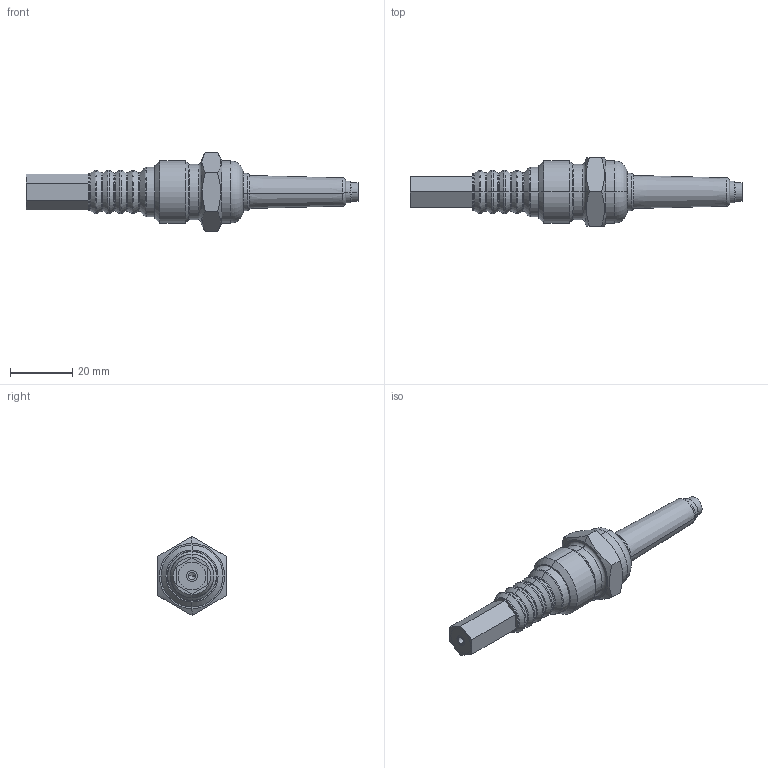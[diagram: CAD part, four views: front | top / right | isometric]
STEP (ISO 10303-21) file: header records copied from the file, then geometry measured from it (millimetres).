
FILE_DESCRIPTION (( 'STEP AP203' ), '1' );
FILE_NAME ('ÄÑ-ÏÂÒ-Ì20õ1,5 ONI.STEP', '2023-10-26T07:42:32', ( '' ), ( '' ), 'SwSTEP 2.0', 'SolidWorks 2022', '' );
FILE_SCHEMA (( 'CONFIG_CONTROL_DESIGN' ));
Length unit declared in the file: millimetre
Products named in the file (1): ДС-ПВТ-М20х1,5 ONI
Bounding box: 107.03 x 22 x 25.4 mm (x, y, z)
Volume: 15438.3 mm3; surface area: 6971.4 mm2
Topology: 1 solids, 1 shells, 148 faces, 316 edges, 182 vertices
Faces by surface type: cone 46, torus 40, plane 32, cylinder 30
Entity records: 4597 total; most frequent: CARTESIAN_POINT 1225, DIRECTION 788, ORIENTED_EDGE 628, AXIS2_PLACEMENT_3D 341, EDGE_CURVE 314, CIRCLE 192, VERTEX_POINT 182, EDGE_LOOP 162
